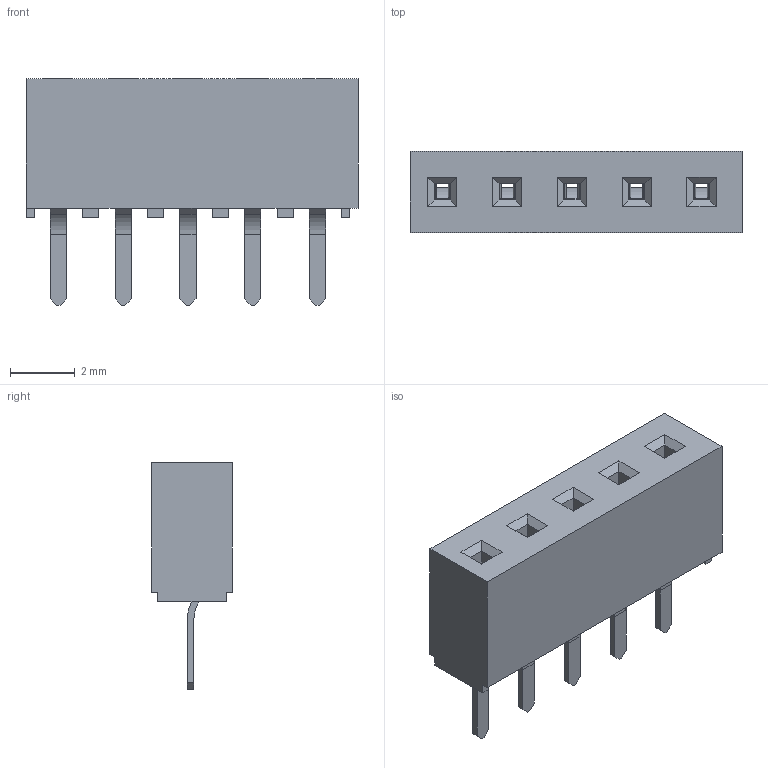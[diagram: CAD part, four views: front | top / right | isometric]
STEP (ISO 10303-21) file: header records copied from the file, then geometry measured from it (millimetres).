
FILE_DESCRIPTION( ( 'Unknown' ), '1' );
FILE_NAME( '62000611821.stp', 'Unknown', ( 'Unknown' ), ( 'Unknown' ), 'XStep 1.0', 'Unknown', ' ' );
FILE_SCHEMA( ( 'automotive_design' ) );
Length unit declared in the file: millimetre
Products named in the file (1): 6200xx11821
Bounding box: 10.25 x 2.5 x 7 mm (x, y, z)
Volume: 74.3 mm3; surface area: 354.8 mm2
Topology: 1 solids, 1 shells, 430 faces, 1204 edges, 776 vertices
Faces by surface type: plane 270, cylinder 140, bspline 20
Entity records: 17944 total; most frequent: CARTESIAN_POINT 3291, ORIENTED_EDGE 2408, DIRECTION 2266, EDGE_CURVE 1204, LINE 884, VECTOR 884, VERTEX_POINT 776, AXIS2_PLACEMENT_3D 691
